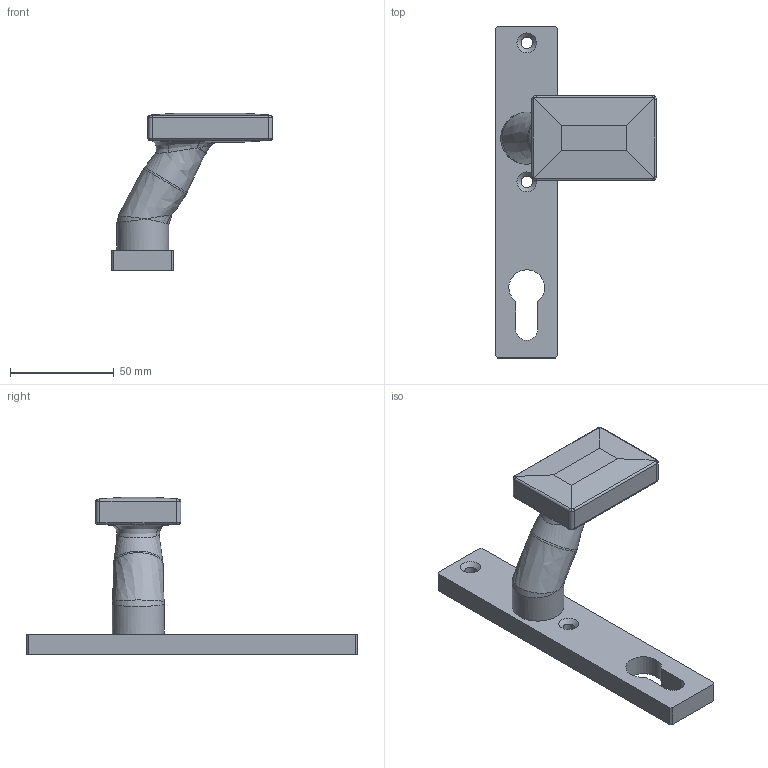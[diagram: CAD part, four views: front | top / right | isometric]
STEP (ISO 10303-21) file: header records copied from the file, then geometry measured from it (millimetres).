
FILE_DESCRIPTION (( 'STEP AP203' ), '1' );
FILE_NAME ('15701.STEP', '2022-05-18T11:54:52', ( '' ), ( '' ), 'SwSTEP 2.0', 'SolidWorks 2018', '' );
FILE_SCHEMA (( 'CONFIG_CONTROL_DESIGN' ));
Length unit declared in the file: millimetre
Products named in the file (5): 15701 Teil3_15701 Teil3; 15701 Teil1_15701 Teil1; 15701 Teil2_15701 Teil2; 15701; DIN 7991 Konfig_M8x20
Assembly tree (4 placements, depth 2):
  15701
    15701 Teil1_15701 Teil1
    15701 Teil2_15701 Teil2
    15701 Teil3_15701 Teil3
    DIN 7991 Konfig_M8x20
Bounding box: 77.5 x 160 x 76 mm (x, y, z)
Volume: 98477 mm3; surface area: 27630.8 mm2
Topology: 4 solids, 4 shells, 266 faces, 681 edges, 442 vertices
Faces by surface type: plane 135, bspline 93, cylinder 27, cone 7, torus 2, sphere 2
Full cylindrical faces by diameter (mm): 5.5 x2, 6.8 x1, 8 x1, 13 x1, 16 x1, 19.5 x1, 20 x1, 23.6 x1, 25 x1, 26 x1
Entity records: 13666 total; most frequent: CARTESIAN_POINT 7523, ORIENTED_EDGE 1306, DIRECTION 860, EDGE_CURVE 653, VERTEX_POINT 435, LINE 384, VECTOR 384, EDGE_LOOP 316
